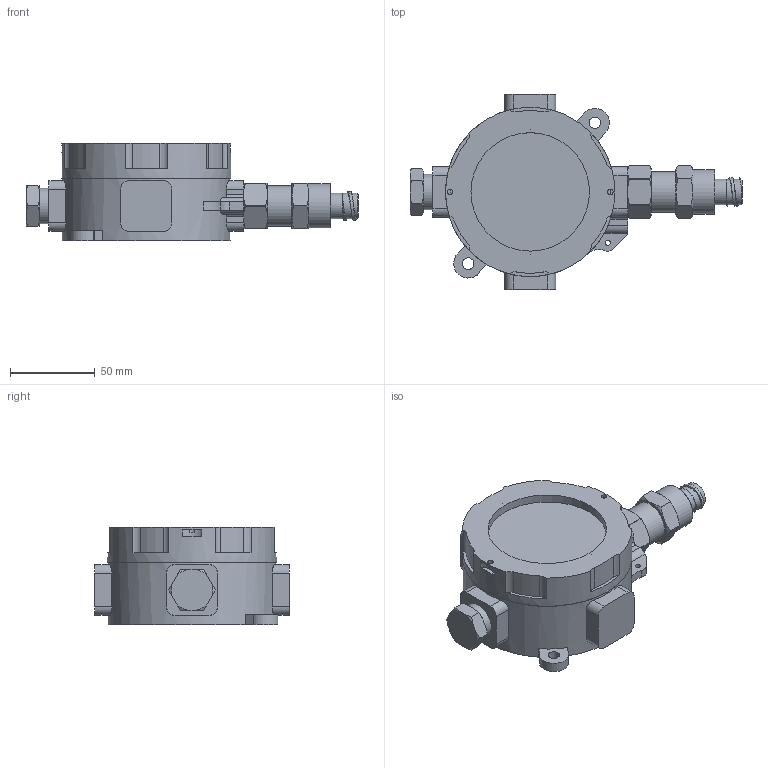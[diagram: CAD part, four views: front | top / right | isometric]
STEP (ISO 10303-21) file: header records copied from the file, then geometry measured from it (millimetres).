
FILE_DESCRIPTION(('STEP AP203'), '1');
FILE_NAME('Îðáèòà ÌÊ Ñ (ñâåò)', '2016-10-20T06:38:39', (' '), (' '), 'ASCON STEP Converter 1.3', 'ASCON Math Kernel', '');
FILE_SCHEMA(('CONFIG_CONTROL_DESIGN'));
Length unit declared in the file: millimetre
Products named in the file (11): 13; 14; 15; 16; 17; 18; 19; 20; 21; 22; 23
Assembly tree (10 placements, depth 3):
  13
    14
    15
    16
    17
      18
      19
      20
      21
      22
    23
Bounding box: 196.1 x 115.14 x 57.5 mm (x, y, z)
Volume: 276345.6 mm3; surface area: 105465.8 mm2
Topology: 9 solids, 9 shells, 282 faces, 698 edges, 455 vertices
Faces by surface type: plane 120, cylinder 102, cone 58, bspline 2
Full cylindrical faces by diameter (mm): 3 x5, 3.3 x2, 4 x4, 5 x1, 6.1 x1, 6.8 x2, 12 x3, 13 x2, 14.5 x1, 14.997 x1, 15 x1, 18 x3, 18.5 x1, 18.7 x2, 19 x2, 20.9 x1, 20.96 x1, 22 x1, 22.5 x1, 24 x1, 26 x1, 70 x1, 79.21 x1, 84 x1, 88.2 x1, 89.21 x1, 90.95 x1, 91.5 x1, 99.5 x1, 100 x1
Entity records: 12145 total; most frequent: CARTESIAN_POINT 4680, DIRECTION 1463, ORIENTED_EDGE 1390, EDGE_CURVE 695, AXIS2_PLACEMENT_3D 579, VERTEX_POINT 453, EDGE_LOOP 334, LINE 305
